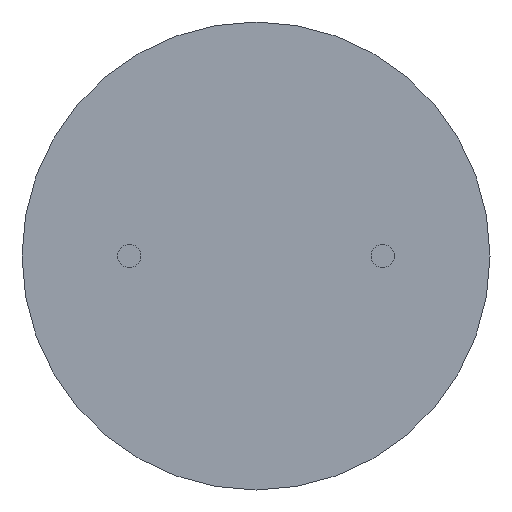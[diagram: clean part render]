
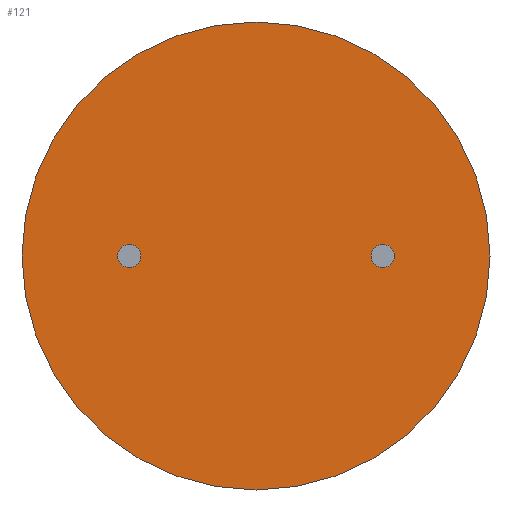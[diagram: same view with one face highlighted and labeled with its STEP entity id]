
A CAD part, front view. The second image highlights one B-rep face of the part: STEP entity #121.
In plain terms, the highlighted planar face has unit normal (0, -1, 0).
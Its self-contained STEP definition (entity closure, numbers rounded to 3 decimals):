
#15=FACE_BOUND('',#47,.T.);
#16=FACE_BOUND('',#48,.T.);
#27=PLANE('',#161);
#36=FACE_OUTER_BOUND('',#46,.T.);
#46=EDGE_LOOP('',(#106));
#47=EDGE_LOOP('',(#107));
#48=EDGE_LOOP('',(#108));
#58=CIRCLE('',#147,0.3);
#60=CIRCLE('',#151,0.3);
#64=CIRCLE('',#159,6.);
#66=VERTEX_POINT('',#206);
#68=VERTEX_POINT('',#213);
#72=VERTEX_POINT('',#227);
#75=EDGE_CURVE('',#66,#66,#58,.T.);
#78=EDGE_CURVE('',#68,#68,#60,.T.);
#84=EDGE_CURVE('',#72,#72,#64,.T.);
#106=ORIENTED_EDGE('',*,*,#84,.F.);
#107=ORIENTED_EDGE('',*,*,#75,.T.);
#108=ORIENTED_EDGE('',*,*,#78,.T.);
#121=ADVANCED_FACE('',(#36,#15,#16),#27,.F.);
#147=AXIS2_PLACEMENT_3D('',#208,#169,#170);
#151=AXIS2_PLACEMENT_3D('',#215,#178,#179);
#159=AXIS2_PLACEMENT_3D('',#229,#196,#197);
#161=AXIS2_PLACEMENT_3D('',#231,#200,#201);
#169=DIRECTION('center_axis',(0.,1.,0.));
#170=DIRECTION('ref_axis',(1.,0.,0.));
#178=DIRECTION('center_axis',(0.,1.,0.));
#179=DIRECTION('ref_axis',(1.,0.,0.));
#196=DIRECTION('center_axis',(0.,1.,0.));
#197=DIRECTION('ref_axis',(-1.,0.,0.));
#200=DIRECTION('center_axis',(0.,1.,0.));
#201=DIRECTION('ref_axis',(0.,0.,1.));
#206=CARTESIAN_POINT('',(-3.55,0.,0.));
#208=CARTESIAN_POINT('Origin',(-3.25,0.,0.));
#213=CARTESIAN_POINT('',(2.95,0.,0.));
#215=CARTESIAN_POINT('Origin',(3.25,0.,0.));
#227=CARTESIAN_POINT('',(6.,0.,0.));
#229=CARTESIAN_POINT('Origin',(0.,0.,0.));
#231=CARTESIAN_POINT('Origin',(0.,0.,0.));
